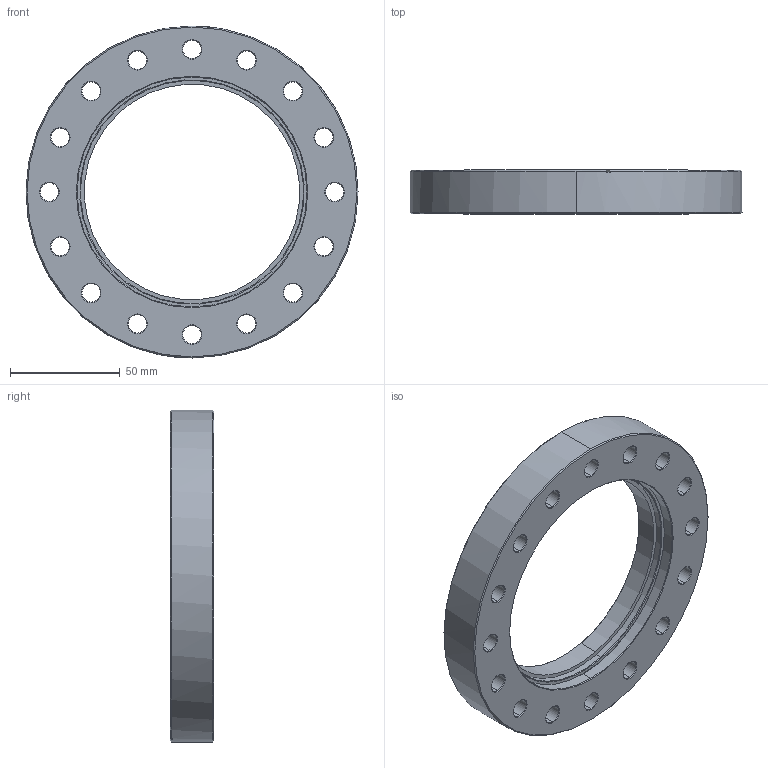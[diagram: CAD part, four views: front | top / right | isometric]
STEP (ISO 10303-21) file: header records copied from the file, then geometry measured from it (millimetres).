
FILE_DESCRIPTION (( 'STEP AP214' ), '1' );
FILE_NAME ('Hositrad_CF100-102R.STEP', '2013-09-03T14:32:26', ( '' ), ( '' ), 'SwSTEP 2.0', 'SolidWorks 2013', '' );
FILE_SCHEMA (( 'AUTOMOTIVE_DESIGN' ));
Length unit declared in the file: millimetre
Products named in the file (3): Hositrad_CF100-102R; NW100CF-R-Outerring_CF100-102; NW100CF-R-InnerWeld_CF100-102
Assembly tree (2 placements, depth 2):
  Hositrad_CF100-102R
    NW100CF-R-Outerring_CF100-102
    NW100CF-R-InnerWeld_CF100-102
Bounding box: 151.6 x 19.9 x 151.6 mm (x, y, z)
Volume: 177239.7 mm3; surface area: 58176.5 mm2
Topology: 2 solids, 2 shells, 143 faces, 332 edges, 194 vertices
Faces by surface type: cone 86, cylinder 44, plane 13
Entity records: 4572 total; most frequent: DIRECTION 802, CARTESIAN_POINT 698, ORIENTED_EDGE 664, EDGE_CURVE 332, AXIS2_PLACEMENT_3D 330, VERTEX_POINT 194, CIRCLE 182, EDGE_LOOP 180
